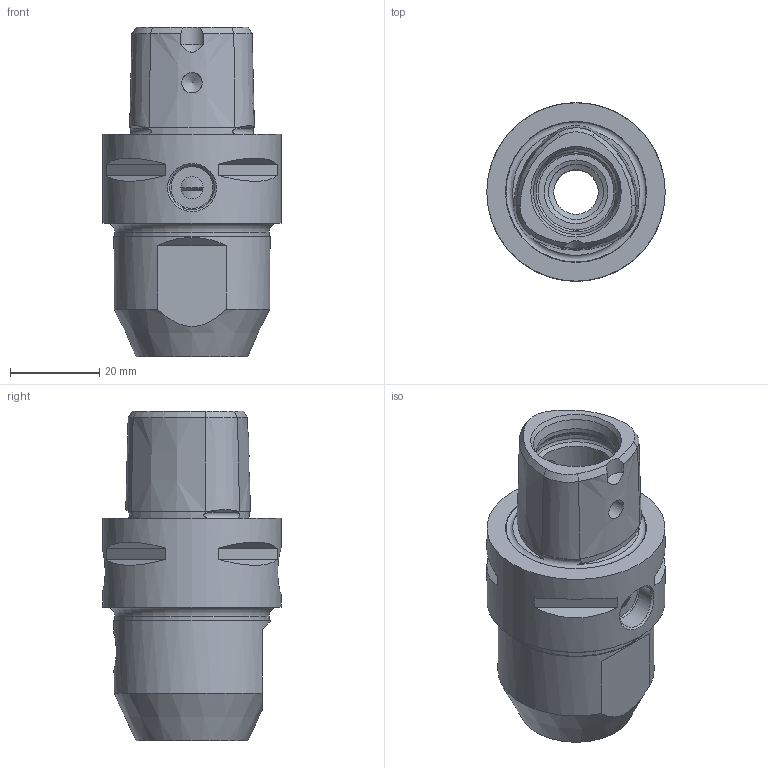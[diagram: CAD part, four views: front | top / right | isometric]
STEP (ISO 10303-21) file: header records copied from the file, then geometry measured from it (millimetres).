
FILE_DESCRIPTION(/* description */ (''),/* implementation_level */ '2;1');
FILE_NAME(/* name */ '04_10_6.stp',/* time_stamp */ '2021-09-30T08:30:42+02:00',/* author */ ('cad'),/* organization */ (''),/* preprocessor_version */ 'ST-DEVELOPER v18.1',/* originating_system */ 'Autodesk Inventor 2021',/* authorisation */ '');
FILE_SCHEMA (('AUTOMOTIVE_DESIGN { 1 0 10303 214 3 1 1 }'));
Length unit declared in the file: inch
Products named in the file (1): 04_10_6_Shrinkwrap_1
Bounding box: 40 x 40 x 74 mm (x, y, z)
Volume: 53584.4 mm3; surface area: 13128.7 mm2
Topology: 1 solids, 1 shells, 106 faces, 291 edges, 196 vertices
Faces by surface type: cone 35, plane 35, cylinder 31, torus 4, bspline 1
Full cylindrical faces by diameter (mm): 4.6 x2, 5 x1, 8.376 x2, 9 x1, 10 x2, 12.376 x1, 18 x2, 20 x1, 34.6 x1, 35 x1, 40 x1
Entity records: 4060 total; most frequent: CARTESIAN_POINT 1178, DIRECTION 579, ORIENTED_EDGE 576, EDGE_CURVE 288, AXIS2_PLACEMENT_3D 245, VERTEX_POINT 197, CIRCLE 129, EDGE_LOOP 123
